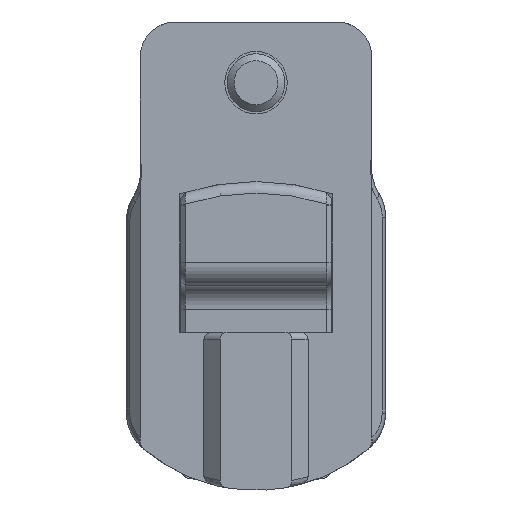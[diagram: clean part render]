
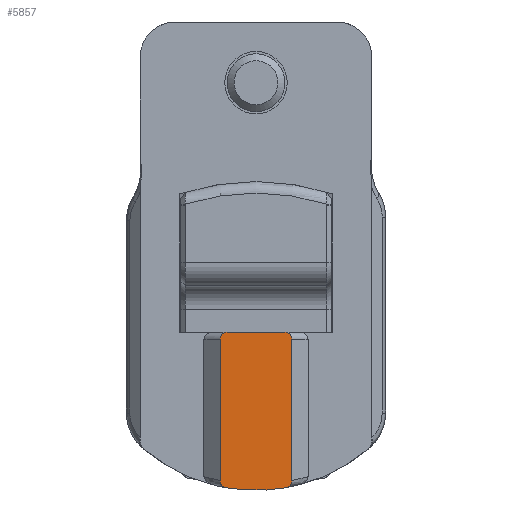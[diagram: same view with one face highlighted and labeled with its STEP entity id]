
A CAD part, left-side view. The second image highlights one B-rep face of the part: STEP entity #5857.
In plain terms, the highlighted planar face has unit normal (-1, 0, 0).
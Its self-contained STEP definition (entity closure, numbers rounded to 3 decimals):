
#472=PLANE('',#6315);
#778=FACE_OUTER_BOUND('',#1143,.T.);
#1143=EDGE_LOOP('',(#5021,#5022,#5023,#5024,#5025,#5026,#5027,#5028));
#1600=LINE('',#11869,#2109);
#1601=LINE('',#11873,#2110);
#1602=LINE('',#11876,#2111);
#2109=VECTOR('',#7510,10.);
#2110=VECTOR('',#7513,10.);
#2111=VECTOR('',#7516,10.);
#2381=CIRCLE('',#6312,0.6);
#2382=CIRCLE('',#6316,15.);
#2383=CIRCLE('',#6317,0.6);
#2384=CIRCLE('',#6318,0.6);
#2385=CIRCLE('',#6319,0.6);
#2792=VERTEX_POINT('',#11778);
#2793=VERTEX_POINT('',#11780);
#2798=VERTEX_POINT('',#11864);
#2799=VERTEX_POINT('',#11866);
#2800=VERTEX_POINT('',#11868);
#2801=VERTEX_POINT('',#11870);
#2802=VERTEX_POINT('',#11872);
#2803=VERTEX_POINT('',#11874);
#3554=EDGE_CURVE('',#2792,#2793,#2381,.T.);
#3561=EDGE_CURVE('',#2792,#2798,#2382,.T.);
#3562=EDGE_CURVE('',#2799,#2798,#2383,.T.);
#3563=EDGE_CURVE('',#2799,#2800,#1600,.T.);
#3564=EDGE_CURVE('',#2801,#2800,#2384,.T.);
#3565=EDGE_CURVE('',#2801,#2802,#1601,.T.);
#3566=EDGE_CURVE('',#2803,#2802,#2385,.T.);
#3567=EDGE_CURVE('',#2803,#2793,#1602,.T.);
#5021=ORIENTED_EDGE('',*,*,#3554,.F.);
#5022=ORIENTED_EDGE('',*,*,#3561,.T.);
#5023=ORIENTED_EDGE('',*,*,#3562,.F.);
#5024=ORIENTED_EDGE('',*,*,#3563,.T.);
#5025=ORIENTED_EDGE('',*,*,#3564,.F.);
#5026=ORIENTED_EDGE('',*,*,#3565,.T.);
#5027=ORIENTED_EDGE('',*,*,#3566,.F.);
#5028=ORIENTED_EDGE('',*,*,#3567,.T.);
#5857=ADVANCED_FACE('',(#778),#472,.T.);
#6312=AXIS2_PLACEMENT_3D('',#11781,#7497,#7498);
#6315=AXIS2_PLACEMENT_3D('',#11863,#7504,#7505);
#6316=AXIS2_PLACEMENT_3D('',#11865,#7506,#7507);
#6317=AXIS2_PLACEMENT_3D('',#11867,#7508,#7509);
#6318=AXIS2_PLACEMENT_3D('',#11871,#7511,#7512);
#6319=AXIS2_PLACEMENT_3D('',#11875,#7514,#7515);
#7497=DIRECTION('center_axis',(1.,0.,0.));
#7498=DIRECTION('ref_axis',(0.,0.766,-0.643));
#7504=DIRECTION('center_axis',(-1.,0.,0.));
#7505=DIRECTION('ref_axis',(0.,-1.,0.));
#7506=DIRECTION('center_axis',(-1.,0.,0.));
#7507=DIRECTION('ref_axis',(0.,0.655,-0.756));
#7508=DIRECTION('center_axis',(1.,0.,0.));
#7509=DIRECTION('ref_axis',(0.,-0.766,-0.643));
#7510=DIRECTION('',(0.,0.,1.));
#7511=DIRECTION('center_axis',(1.,0.,0.));
#7512=DIRECTION('ref_axis',(0.,-0.707,0.707));
#7513=DIRECTION('',(0.,1.,0.));
#7514=DIRECTION('center_axis',(1.,0.,0.));
#7515=DIRECTION('ref_axis',(0.,0.707,0.707));
#7516=DIRECTION('',(0.,0.,-1.));
#11778=CARTESIAN_POINT('',(-16.,23.604,-9.472));
#11780=CARTESIAN_POINT('',(-16.,24.1,-8.882));
#11781=CARTESIAN_POINT('Origin',(-16.,23.5,-8.882));
#11863=CARTESIAN_POINT('Origin',(-16.,21.,-2.866));
#11864=CARTESIAN_POINT('',(-16.,18.396,-9.472));
#11865=CARTESIAN_POINT('Origin',(-16.,21.,5.3));
#11866=CARTESIAN_POINT('',(-16.,17.9,-8.882));
#11867=CARTESIAN_POINT('Origin',(-16.,18.5,-8.882));
#11868=CARTESIAN_POINT('',(-16.,17.9,3.369));
#11869=CARTESIAN_POINT('',(-16.,17.9,3.969));
#11870=CARTESIAN_POINT('',(-16.,18.5,3.969));
#11871=CARTESIAN_POINT('Origin',(-16.,18.5,3.369));
#11872=CARTESIAN_POINT('',(-16.,23.5,3.969));
#11873=CARTESIAN_POINT('',(-16.,14.4,3.969));
#11874=CARTESIAN_POINT('',(-16.,24.1,3.369));
#11875=CARTESIAN_POINT('Origin',(-16.,23.5,3.369));
#11876=CARTESIAN_POINT('',(-16.,24.1,3.969));
